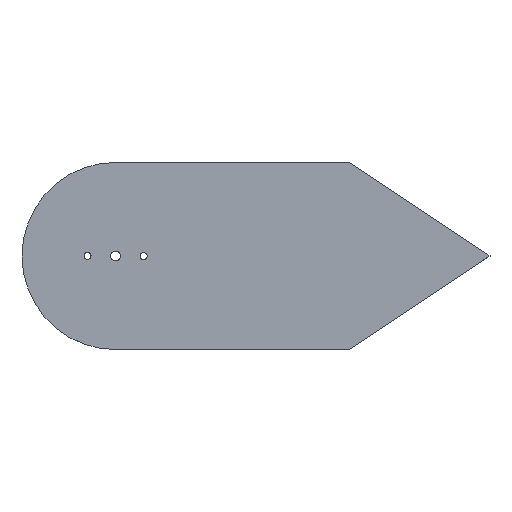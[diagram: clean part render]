
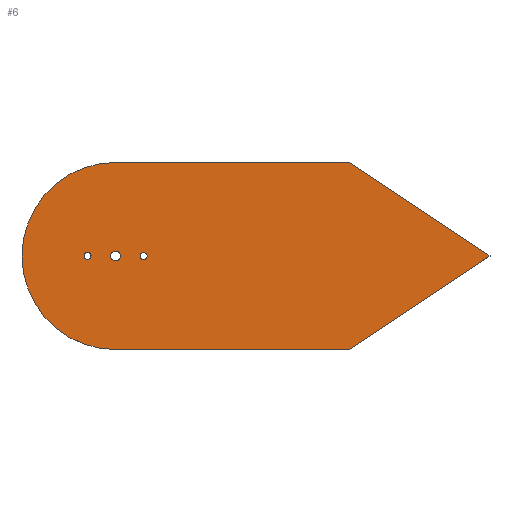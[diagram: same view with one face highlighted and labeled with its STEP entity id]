
A CAD part, top view. The second image highlights one B-rep face of the part: STEP entity #6.
In plain terms, the highlighted planar face has unit normal (0, 0, 1).
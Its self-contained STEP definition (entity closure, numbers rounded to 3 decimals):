
#1 = FACE_BOUND ( 'NONE', #462, .T. ) ;
#5 = ORIENTED_EDGE ( 'NONE', *, *, #320, .F. ) ;
#6 = ADVANCED_FACE ( 'NONE', ( #1, #45, #132, #362 ), #53, .T. ) ;
#9 = CARTESIAN_POINT ( 'NONE',  ( 0., 0., 0. ) ) ;
#12 = ORIENTED_EDGE ( 'NONE', *, *, #327, .F. ) ;
#17 = CARTESIAN_POINT ( 'NONE',  ( 0., -20., 0. ) ) ;
#19 = CARTESIAN_POINT ( 'NONE',  ( 0., 20., 0. ) ) ;
#31 = CARTESIAN_POINT ( 'NONE',  ( 6., -0.033, 0. ) ) ;
#38 = DIRECTION ( 'NONE',  ( 0., 0., 1. ) ) ;
#41 = AXIS2_PLACEMENT_3D ( 'NONE', #9, #447, #323 ) ;
#44 = VERTEX_POINT ( 'NONE', #216 ) ;
#45 = FACE_BOUND ( 'NONE', #54, .T. ) ;
#47 = VERTEX_POINT ( 'NONE', #17 ) ;
#53 = PLANE ( 'NONE',  #41 ) ;
#54 = EDGE_LOOP ( 'NONE', ( #511, #343 ) ) ;
#55 = CARTESIAN_POINT ( 'NONE',  ( 0., 0., 0. ) ) ;
#58 = VERTEX_POINT ( 'NONE', #386 ) ;
#61 = CIRCLE ( 'NONE', #479, 1.05 ) ;
#63 = VERTEX_POINT ( 'NONE', #175 ) ;
#67 = DIRECTION ( 'NONE',  ( 0., 1., 0. ) ) ;
#68 = EDGE_CURVE ( 'NONE', #63, #321, #335, .T. ) ;
#70 = CIRCLE ( 'NONE', #287, 0.75 ) ;
#71 = CARTESIAN_POINT ( 'NONE',  ( 80., 0., 0. ) ) ;
#80 = EDGE_CURVE ( 'NONE', #58, #434, #61, .T. ) ;
#88 = EDGE_CURVE ( 'NONE', #419, #384, #192, .T. ) ;
#90 = ORIENTED_EDGE ( 'NONE', *, *, #80, .F. ) ;
#93 = DIRECTION ( 'NONE',  ( 1., 0., 0. ) ) ;
#114 = AXIS2_PLACEMENT_3D ( 'NONE', #417, #231, #474 ) ;
#118 = CARTESIAN_POINT ( 'NONE',  ( 50., -20., 0. ) ) ;
#121 = CARTESIAN_POINT ( 'NONE',  ( 0., 0., 0. ) ) ;
#132 = FACE_BOUND ( 'NONE', #404, .T. ) ;
#136 = CIRCLE ( 'NONE', #226, 1.05 ) ;
#139 = DIRECTION ( 'NONE',  ( -0.832, -0.555, 0. ) ) ;
#156 = EDGE_CURVE ( 'NONE', #321, #63, #280, .T. ) ;
#164 = ORIENTED_EDGE ( 'NONE', *, *, #337, .T. ) ;
#175 = CARTESIAN_POINT ( 'NONE',  ( -6.75, 0.028, 0. ) ) ;
#176 = CARTESIAN_POINT ( 'NONE',  ( 50., -20., 0. ) ) ;
#180 = VERTEX_POINT ( 'NONE', #176 ) ;
#186 = CARTESIAN_POINT ( 'NONE',  ( 80., 0.011, 0. ) ) ;
#192 = LINE ( 'NONE', #255, #438 ) ;
#200 = CARTESIAN_POINT ( 'NONE',  ( 0., 0., 0. ) ) ;
#206 = AXIS2_PLACEMENT_3D ( 'NONE', #374, #38, #213 ) ;
#209 = VERTEX_POINT ( 'NONE', #375 ) ;
#212 = DIRECTION ( 'NONE',  ( 0., 0., 1. ) ) ;
#213 = DIRECTION ( 'NONE',  ( 1., 0., 0. ) ) ;
#216 = CARTESIAN_POINT ( 'NONE',  ( 6.75, -0.033, 0. ) ) ;
#226 = AXIS2_PLACEMENT_3D ( 'NONE', #55, #389, #453 ) ;
#228 = EDGE_CURVE ( 'NONE', #434, #58, #136, .T. ) ;
#231 = DIRECTION ( 'NONE',  ( 0., 0., 1. ) ) ;
#232 = LINE ( 'NONE', #118, #345 ) ;
#233 = VECTOR ( 'NONE', #67, 1000. ) ;
#234 = AXIS2_PLACEMENT_3D ( 'NONE', #200, #489, #363 ) ;
#238 = DIRECTION ( 'NONE',  ( 0.832, -0.554, 0. ) ) ;
#243 = EDGE_CURVE ( 'NONE', #44, #338, #70, .T. ) ;
#253 = CIRCLE ( 'NONE', #499, 0.75 ) ;
#255 = CARTESIAN_POINT ( 'NONE',  ( 50., 20., 0. ) ) ;
#259 = ORIENTED_EDGE ( 'NONE', *, *, #228, .F. ) ;
#261 = DIRECTION ( 'NONE',  ( 1., 0., 0. ) ) ;
#267 = LINE ( 'NONE', #503, #325 ) ;
#271 = DIRECTION ( 'NONE',  ( 1., 0., 0. ) ) ;
#276 = CARTESIAN_POINT ( 'NONE',  ( 50., 20., 0. ) ) ;
#280 = CIRCLE ( 'NONE', #114, 0.75 ) ;
#287 = AXIS2_PLACEMENT_3D ( 'NONE', #466, #212, #93 ) ;
#300 = CARTESIAN_POINT ( 'NONE',  ( -5.25, 0.028, 0. ) ) ;
#303 = CARTESIAN_POINT ( 'NONE',  ( 80., 0., 0. ) ) ;
#305 = CARTESIAN_POINT ( 'NONE',  ( 5.25, -0.033, 0. ) ) ;
#320 = EDGE_CURVE ( 'NONE', #427, #180, #267, .T. ) ;
#321 = VERTEX_POINT ( 'NONE', #300 ) ;
#323 = DIRECTION ( 'NONE',  ( 0., -1., 0. ) ) ;
#325 = VECTOR ( 'NONE', #139, 1000. ) ;
#327 = EDGE_CURVE ( 'NONE', #209, #419, #461, .T. ) ;
#335 = CIRCLE ( 'NONE', #206, 0.75 ) ;
#337 = EDGE_CURVE ( 'NONE', #427, #384, #428, .T. ) ;
#338 = VERTEX_POINT ( 'NONE', #305 ) ;
#343 = ORIENTED_EDGE ( 'NONE', *, *, #68, .F. ) ;
#345 = VECTOR ( 'NONE', #433, 1000. ) ;
#348 = DIRECTION ( 'NONE',  ( 0., 0., 1. ) ) ;
#351 = CARTESIAN_POINT ( 'NONE',  ( 1.05, 0., 0. ) ) ;
#362 = FACE_OUTER_BOUND ( 'NONE', #381, .T. ) ;
#363 = DIRECTION ( 'NONE',  ( 0., -1., 0. ) ) ;
#364 = EDGE_CURVE ( 'NONE', #338, #44, #253, .T. ) ;
#374 = CARTESIAN_POINT ( 'NONE',  ( -6., 0.028, 0. ) ) ;
#375 = CARTESIAN_POINT ( 'NONE',  ( 0., 20., 0. ) ) ;
#381 = EDGE_LOOP ( 'NONE', ( #500, #488, #5, #164, #420, #12 ) ) ;
#384 = VERTEX_POINT ( 'NONE', #186 ) ;
#386 = CARTESIAN_POINT ( 'NONE',  ( -1.05, 0., 0. ) ) ;
#389 = DIRECTION ( 'NONE',  ( 0., 0., 1. ) ) ;
#393 = ORIENTED_EDGE ( 'NONE', *, *, #364, .F. ) ;
#404 = EDGE_LOOP ( 'NONE', ( #259, #90 ) ) ;
#407 = ORIENTED_EDGE ( 'NONE', *, *, #243, .F. ) ;
#410 = DIRECTION ( 'NONE',  ( 0., 0., 1. ) ) ;
#416 = EDGE_CURVE ( 'NONE', #180, #47, #232, .T. ) ;
#417 = CARTESIAN_POINT ( 'NONE',  ( -6., 0.028, 0. ) ) ;
#419 = VERTEX_POINT ( 'NONE', #276 ) ;
#420 = ORIENTED_EDGE ( 'NONE', *, *, #88, .F. ) ;
#427 = VERTEX_POINT ( 'NONE', #71 ) ;
#428 = LINE ( 'NONE', #303, #233 ) ;
#433 = DIRECTION ( 'NONE',  ( -1., 0., 0. ) ) ;
#434 = VERTEX_POINT ( 'NONE', #351 ) ;
#438 = VECTOR ( 'NONE', #238, 1000. ) ;
#447 = DIRECTION ( 'NONE',  ( 0., 0., 1. ) ) ;
#453 = DIRECTION ( 'NONE',  ( 1., 0., 0. ) ) ;
#456 = CIRCLE ( 'NONE', #234, 20. ) ;
#461 = LINE ( 'NONE', #19, #467 ) ;
#462 = EDGE_LOOP ( 'NONE', ( #407, #393 ) ) ;
#466 = CARTESIAN_POINT ( 'NONE',  ( 6., -0.033, 0. ) ) ;
#467 = VECTOR ( 'NONE', #261, 1000. ) ;
#474 = DIRECTION ( 'NONE',  ( 1., 0., 0. ) ) ;
#479 = AXIS2_PLACEMENT_3D ( 'NONE', #121, #410, #495 ) ;
#488 = ORIENTED_EDGE ( 'NONE', *, *, #416, .F. ) ;
#489 = DIRECTION ( 'NONE',  ( 0., 0., 1. ) ) ;
#495 = DIRECTION ( 'NONE',  ( 1., 0., 0. ) ) ;
#499 = AXIS2_PLACEMENT_3D ( 'NONE', #31, #348, #271 ) ;
#500 = ORIENTED_EDGE ( 'NONE', *, *, #523, .T. ) ;
#503 = CARTESIAN_POINT ( 'NONE',  ( 80., 0., 0. ) ) ;
#511 = ORIENTED_EDGE ( 'NONE', *, *, #156, .F. ) ;
#523 = EDGE_CURVE ( 'NONE', #209, #47, #456, .T. ) ;
